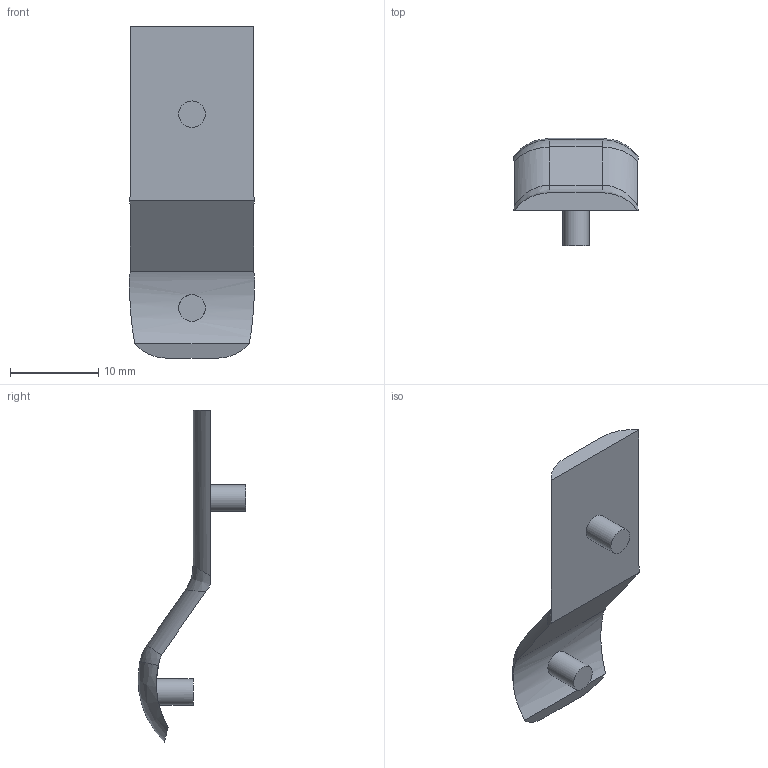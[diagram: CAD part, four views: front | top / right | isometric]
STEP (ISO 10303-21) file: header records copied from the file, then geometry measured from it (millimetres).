
FILE_DESCRIPTION(/* description */ (''),/* implementation_level */ '2;1');
FILE_NAME(/* name */ 'Finger distal phalanx silicone part.stp',/* time_stamp */ '2020-08-20T18:27:21+01:00',/* author */ ('ferrerx'),/* organization */ (''),/* preprocessor_version */ 'ST-DEVELOPER v18',/* originating_system */ 'Autodesk Inventor 2020',/* authorisation */ '');
FILE_SCHEMA (('AUTOMOTIVE_DESIGN { 1 0 10303 214 3 1 1 }'));
Length unit declared in the file: millimetre
Products named in the file (1): Finger distal phalanx silicone part
Bounding box: 14.22 x 12.24 x 37.67 mm (x, y, z)
Volume: 952.9 mm3; surface area: 1254.6 mm2
Topology: 1 solids, 1 shells, 24 faces, 51 edges, 31 vertices
Faces by surface type: cylinder 10, plane 8, bspline 4, sphere 2
Full cylindrical faces by diameter (mm): 3 x2
Entity records: 799 total; most frequent: CARTESIAN_POINT 263, ORIENTED_EDGE 102, DIRECTION 100, EDGE_CURVE 51, AXIS2_PLACEMENT_3D 40, VERTEX_POINT 31, EDGE_LOOP 26, FACE_OUTER_BOUND 24
